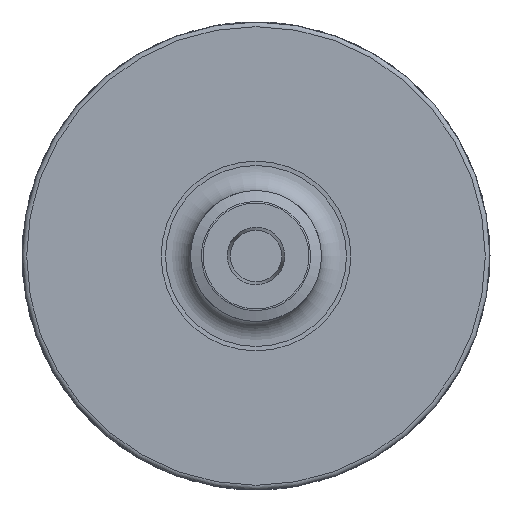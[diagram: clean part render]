
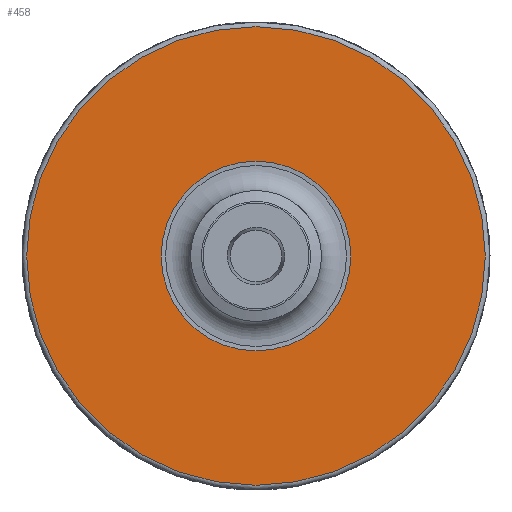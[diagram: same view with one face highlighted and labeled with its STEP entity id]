
A CAD part, left-side view. The second image highlights one B-rep face of the part: STEP entity #458.
In plain terms, the highlighted planar face has unit normal (-1, 0, 0).
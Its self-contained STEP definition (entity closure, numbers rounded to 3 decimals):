
#458=ADVANCED_FACE('',(#558,#559),#521,.F.);
#521=PLANE('',#1571);
#558=FACE_BOUND('',#657,.T.);
#559=FACE_BOUND('',#658,.T.);
#657=EDGE_LOOP('',(#885));
#658=EDGE_LOOP('',(#886));
#885=ORIENTED_EDGE('',*,*,#1353,.T.);
#886=ORIENTED_EDGE('',*,*,#1352,.F.);
#1193=VERTEX_POINT('',#2660);
#1194=VERTEX_POINT('',#2663);
#1352=EDGE_CURVE('',#1193,#1193,#1460,.T.);
#1353=EDGE_CURVE('',#1194,#1194,#1461,.T.);
#1460=CIRCLE('',#1568,48.995);
#1461=CIRCLE('',#1570,20.261);
#1568=AXIS2_PLACEMENT_3D('',#2659,#1830,#1831);
#1570=AXIS2_PLACEMENT_3D('',#2662,#1834,#1835);
#1571=AXIS2_PLACEMENT_3D('',#2664,#1836,#1837);
#1830=DIRECTION('',(1.,0.,0.));
#1831=DIRECTION('',(0.,0.,1.));
#1834=DIRECTION('',(1.,0.,0.));
#1835=DIRECTION('',(0.,0.,1.));
#1836=DIRECTION('',(1.,0.,0.));
#1837=DIRECTION('',(0.,0.,-1.));
#2659=CARTESIAN_POINT('',(52.,0.,0.));
#2660=CARTESIAN_POINT('',(52.,0.,48.995));
#2662=CARTESIAN_POINT('',(52.,0.,0.));
#2663=CARTESIAN_POINT('',(52.,0.,20.261));
#2664=CARTESIAN_POINT('',(52.,48.995,0.));
